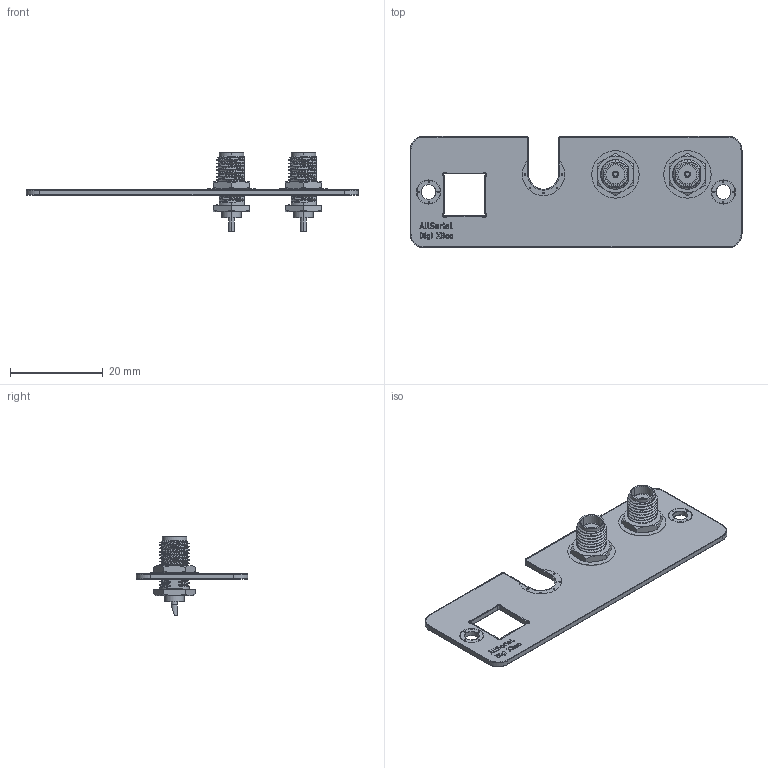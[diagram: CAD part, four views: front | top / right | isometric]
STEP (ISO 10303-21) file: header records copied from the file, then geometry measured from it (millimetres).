
FILE_DESCRIPTION(('KiCad electronic assembly'),'2;1');
FILE_NAME('AllSerial Digi XBee Front.step','2025-07-11T02:06:43',( 'Pcbnew'),('Kicad'),'Open CASCADE STEP processor 7.8', 'KiCad to STEP converter','Unknown');
FILE_SCHEMA(('AUTOMOTIVE_DESIGN { 1 0 10303 214 1 1 1 1 }'));
Length unit declared in the file: millimetre
Products named in the file (8): AllSerial Digi XBee Front 1; 1053072-1; AllSerial Digi XBee Front_copper; AllSerial Digi XBee Front_pad; AllSerial Digi XBee Front_via; AllSerial Digi XBee Front_silkscreen; AllSerial Digi XBee Front_soldermask; AllSerial Digi XBee Front_PCB
Assembly tree (8 placements, depth 2):
  AllSerial Digi XBee Front 1
    1053072-1  x2
    AllSerial Digi XBee Front_copper
    AllSerial Digi XBee Front_pad
    AllSerial Digi XBee Front_via
    AllSerial Digi XBee Front_silkscreen
    AllSerial Digi XBee Front_soldermask
    AllSerial Digi XBee Front_PCB
Bounding box: 71.5 x 24 x 16.97 mm (x, y, z)
Volume: 2449.7 mm3; surface area: 13559.8 mm2
Topology: 46 solids, 103 shells, 942 faces, 3409 edges, 2680 vertices
Faces by surface type: cylinder 386, plane 384, bspline 112, cone 60
Full cylindrical faces by diameter (mm): 0.25 x77, 0.3 x116, 0.712 x6, 0.762 x2, 3.15 x6, 3.2 x8, 5 x4, 9 x4
Entity records: 52258 total; most frequent: CARTESIAN_POINT 25993, DIRECTION 5061, ORIENTED_EDGE 4624, EDGE_CURVE 2956, VERTEX_POINT 2389, LINE 1763, VECTOR 1763, AXIS2_PLACEMENT_3D 1649
